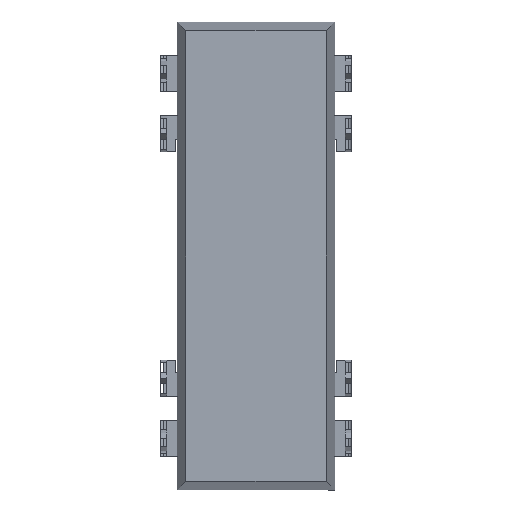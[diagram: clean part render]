
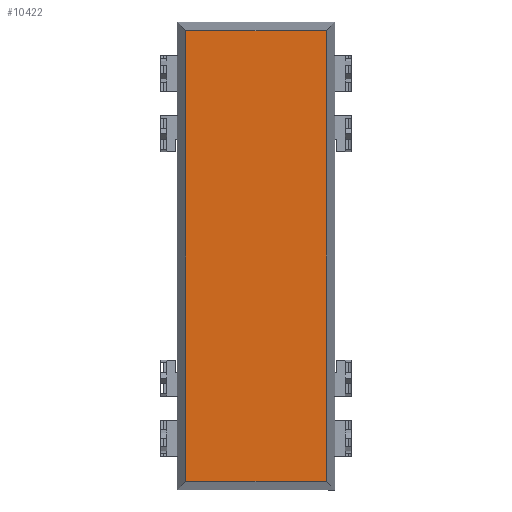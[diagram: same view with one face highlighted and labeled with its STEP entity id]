
A CAD part, front view. The second image highlights one B-rep face of the part: STEP entity #10422.
In plain terms, the highlighted planar face has unit normal (0, -1, 0).
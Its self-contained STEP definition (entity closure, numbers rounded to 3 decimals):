
#1161 = CARTESIAN_POINT ( 'NONE',  ( 2.899, -1.243, 9.65 ) ) ;
#1660 = CARTESIAN_POINT ( 'NONE',  ( 3.25, -1.243, 9.299 ) ) ;
#1765 = VERTEX_POINT ( 'NONE', #7081 ) ;
#1971 = AXIS2_PLACEMENT_3D ( 'NONE', #4197, #12315, #5380 ) ;
#2158 = CARTESIAN_POINT ( 'NONE',  ( -2.899, -1.243, 9.65 ) ) ;
#2619 = LINE ( 'NONE', #1161, #8789 ) ;
#3416 = ORIENTED_EDGE ( 'NONE', *, *, #12346, .T. ) ;
#4197 = CARTESIAN_POINT ( 'NONE',  ( 3.25, -1.243, 9.65 ) ) ;
#4372 = VERTEX_POINT ( 'NONE', #12935 ) ;
#5380 = DIRECTION ( 'NONE',  ( 0., 0., 1. ) ) ;
#5644 = ORIENTED_EDGE ( 'NONE', *, *, #13816, .T. ) ;
#6833 = DIRECTION ( 'NONE',  ( 0., 0., -1. ) ) ;
#7081 = CARTESIAN_POINT ( 'NONE',  ( -2.899, -1.243, -9.299 ) ) ;
#7126 = EDGE_CURVE ( 'NONE', #9236, #1765, #12481, .T. ) ;
#7429 = DIRECTION ( 'NONE',  ( -1., 0., 0. ) ) ;
#8541 = VECTOR ( 'NONE', #13726, 1000. ) ;
#8662 = VECTOR ( 'NONE', #7429, 1000. ) ;
#8789 = VECTOR ( 'NONE', #12801, 1000. ) ;
#9236 = VERTEX_POINT ( 'NONE', #13182 ) ;
#10422 = ADVANCED_FACE ( 'NONE', ( #12238 ), #12253, .F. ) ;
#10489 = EDGE_CURVE ( 'NONE', #1765, #11703, #15109, .T. ) ;
#10767 = EDGE_LOOP ( 'NONE', ( #5644, #11237, #12976, #3416 ) ) ;
#11237 = ORIENTED_EDGE ( 'NONE', *, *, #7126, .T. ) ;
#11703 = VERTEX_POINT ( 'NONE', #12363 ) ;
#12238 = FACE_OUTER_BOUND ( 'NONE', #10767, .T. ) ;
#12253 = PLANE ( 'NONE',  #1971 ) ;
#12315 = DIRECTION ( 'NONE',  ( 0., 1., 0. ) ) ;
#12346 = EDGE_CURVE ( 'NONE', #11703, #4372, #2619, .T. ) ;
#12363 = CARTESIAN_POINT ( 'NONE',  ( 2.899, -1.243, -9.299 ) ) ;
#12481 = LINE ( 'NONE', #2158, #14482 ) ;
#12556 = CARTESIAN_POINT ( 'NONE',  ( 3.25, -1.243, -9.299 ) ) ;
#12801 = DIRECTION ( 'NONE',  ( 0., 0., 1. ) ) ;
#12935 = CARTESIAN_POINT ( 'NONE',  ( 2.899, -1.243, 9.299 ) ) ;
#12976 = ORIENTED_EDGE ( 'NONE', *, *, #10489, .T. ) ;
#13182 = CARTESIAN_POINT ( 'NONE',  ( -2.899, -1.243, 9.299 ) ) ;
#13726 = DIRECTION ( 'NONE',  ( 1., 0., 0. ) ) ;
#13816 = EDGE_CURVE ( 'NONE', #4372, #9236, #13953, .T. ) ;
#13953 = LINE ( 'NONE', #1660, #8662 ) ;
#14482 = VECTOR ( 'NONE', #6833, 1000. ) ;
#15109 = LINE ( 'NONE', #12556, #8541 ) ;
